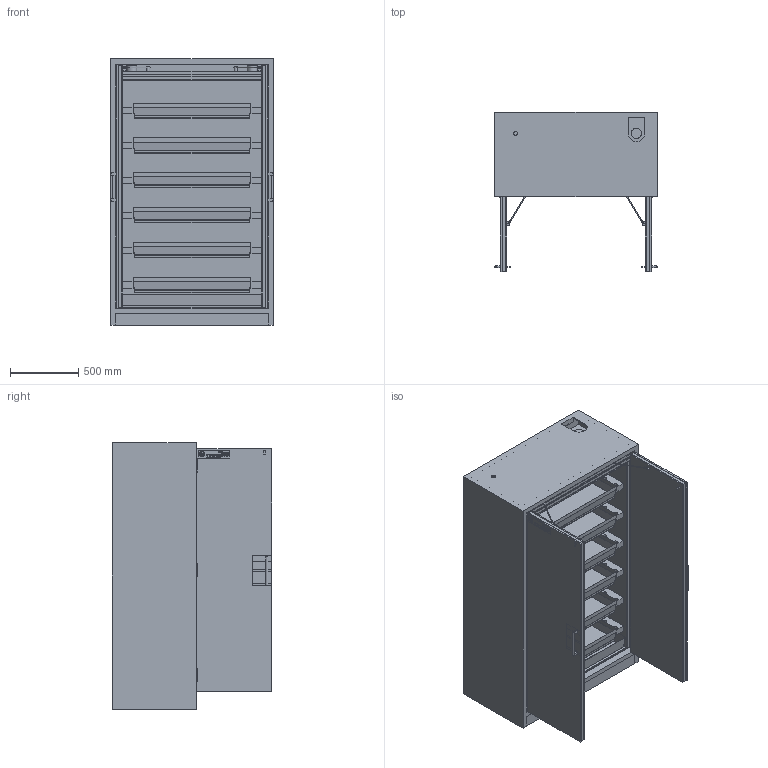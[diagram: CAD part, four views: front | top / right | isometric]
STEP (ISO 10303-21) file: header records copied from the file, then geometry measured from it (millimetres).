
FILE_DESCRIPTION(/* description */ (''),/* implementation_level */ '2;1');
FILE_NAME(/* name */ 'Q90.196.120_30001-040-30017_OD.stp',/* time_stamp */ '2017-05-03T13:14:50+02:00',/* author */ ('pproduktmanagement'),/* organization */ (''),/* preprocessor_version */ 'ST-DEVELOPER v16.5',/* originating_system */ 'Autodesk Inventor 2017',/* authorisation */ '');
FILE_SCHEMA (('AUTOMOTIVE_DESIGN { 1 0 10303 214 3 1 1 }'));
Length unit declared in the file: millimetre
Products named in the file (2): Q90.196.120; Q90.196.120_30001-040-30017_OD
Assembly tree (1 placements, depth 2):
  Q90.196.120
    Q90.196.120_30001-040-30017_OD
Bounding box: 1193.76 x 1166.58 x 1949.25 mm (x, y, z)
Volume: 446780455.8 mm3; surface area: 29337599.9 mm2
Topology: 28 solids, 28 shells, 1090 faces, 2732 edges, 1799 vertices
Faces by surface type: plane 823, bspline 135, cylinder 132
Full cylindrical faces by diameter (mm): 6 x8, 14 x2, 25 x2, 29 x1, 30 x60, 33.8 x1, 37.8 x1, 40 x1, 45 x3, 75 x2
Entity records: 34142 total; most frequent: CARTESIAN_POINT 7678, ORIENTED_EDGE 5300, DIRECTION 4570, EDGE_CURVE 2650, LINE 2106, VECTOR 2106, VERTEX_POINT 1798, EDGE_LOOP 1412
